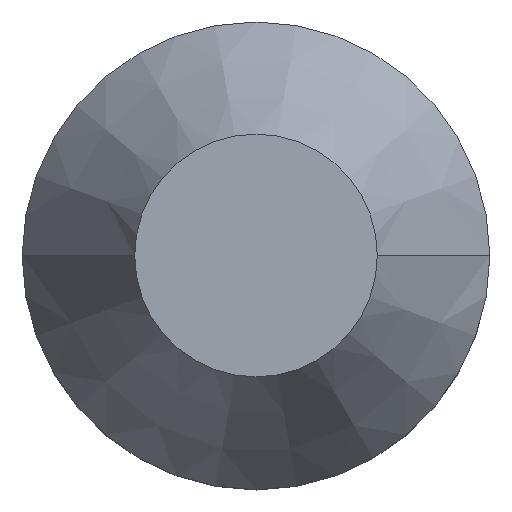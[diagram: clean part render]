
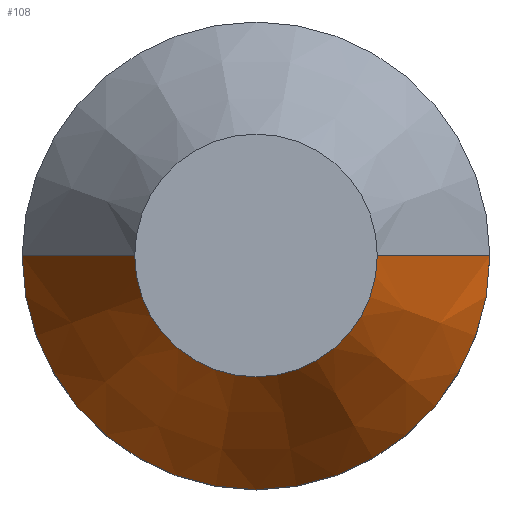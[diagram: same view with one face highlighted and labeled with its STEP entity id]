
A CAD part, top view. The second image highlights one B-rep face of the part: STEP entity #108.
In plain terms, the highlighted conical face has half-angle 30 degrees and reference radius 9.113 mm.
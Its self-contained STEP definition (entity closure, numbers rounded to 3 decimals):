
#68=VERTEX_POINT('',#172);
#72=VERTEX_POINT('',#176);
#84=EDGE_CURVE('',#126,#68,#189,.T.);
#96=EDGE_CURVE('',#72,#126,#203,.T.);
#108=ADVANCED_FACE('',(#215),#216,.T.);
#114=EDGE_CURVE('',#124,#72,#223,.T.);
#116=EDGE_CURVE('',#124,#68,#225,.T.);
#124=VERTEX_POINT('',#234);
#126=VERTEX_POINT('',#236);
#172=CARTESIAN_POINT('',(12.0,0.,10.));
#176=CARTESIAN_POINT('',(-6.226,0.,20.0));
#189=LINE('',#300,#301);
#203=CIRCLE('',#321,6.226);
#215=FACE_OUTER_BOUND('',#338,.T.);
#216=CONICAL_SURFACE('',#339,9.113,0.524);
#223=LINE('',#347,#348);
#225=CIRCLE('',#351,12.0);
#234=CARTESIAN_POINT('',(-12.0,0.,10.));
#236=CARTESIAN_POINT('',(6.226,0.,20.0));
#300=CARTESIAN_POINT('',(9.113,0.,15.0));
#301=VECTOR('',#425,1.0);
#321=AXIS2_PLACEMENT_3D('',#443,#444,#445);
#338=EDGE_LOOP('',(#452,#453,#454,#455));
#339=AXIS2_PLACEMENT_3D('',#456,#457,#458);
#347=CARTESIAN_POINT('',(-9.113,0.,15.0));
#348=VECTOR('',#467,1.0);
#351=AXIS2_PLACEMENT_3D('',#468,#469,#470);
#425=DIRECTION('',(0.5,0.,-0.866));
#443=CARTESIAN_POINT('',(0.,0.,20.0));
#444=DIRECTION('',(0.0,0.0,1.0));
#445=DIRECTION('',(-1.0,0.,0.0));
#452=ORIENTED_EDGE('',*,*,#114,.F.);
#453=ORIENTED_EDGE('',*,*,#116,.T.);
#454=ORIENTED_EDGE('',*,*,#84,.F.);
#455=ORIENTED_EDGE('',*,*,#96,.F.);
#456=CARTESIAN_POINT('',(0.,0.,15.0));
#457=DIRECTION('',(-0.0,-0.0,-1.0));
#458=DIRECTION('',(-1.0,0.,0.0));
#467=DIRECTION('',(0.5,0.,0.866));
#468=CARTESIAN_POINT('',(0.,0.,10.));
#469=DIRECTION('',(0.0,0.0,1.0));
#470=DIRECTION('',(-1.0,0.,0.0));
